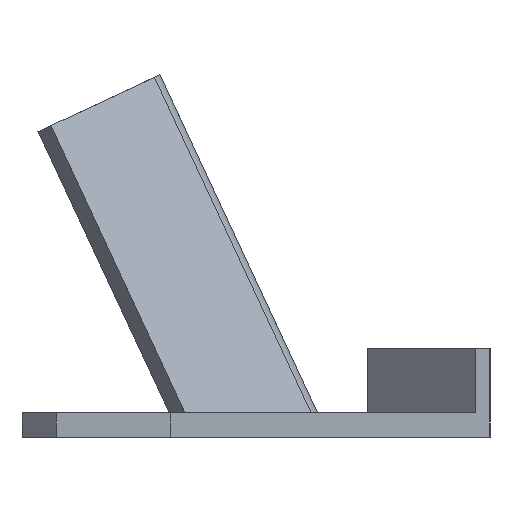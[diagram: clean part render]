
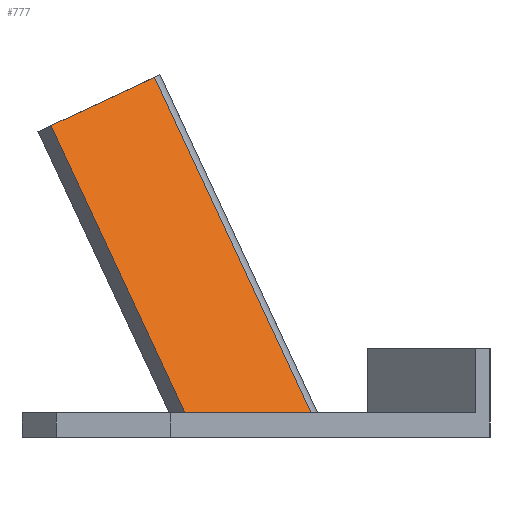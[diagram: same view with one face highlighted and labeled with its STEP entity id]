
A CAD part, left-side view. The second image highlights one B-rep face of the part: STEP entity #777.
In plain terms, the highlighted planar face has unit normal (-0.707, -0.641, 0.299).
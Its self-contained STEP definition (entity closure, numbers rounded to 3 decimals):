
#61=FACE_OUTER_BOUND('',#101,.T.);
#101=EDGE_LOOP('',(#595,#596,#597,#598));
#191=LINE('',#1188,#278);
#205=LINE('',#1214,#292);
#207=LINE('',#1218,#294);
#208=LINE('',#1219,#295);
#278=VECTOR('',#954,10.);
#292=VECTOR('',#972,10.);
#294=VECTOR('',#976,10.);
#295=VECTOR('',#977,10.);
#361=VERTEX_POINT('',#1185);
#362=VERTEX_POINT('',#1187);
#372=VERTEX_POINT('',#1213);
#373=VERTEX_POINT('',#1217);
#444=EDGE_CURVE('',#361,#362,#191,.T.);
#458=EDGE_CURVE('',#362,#372,#205,.T.);
#460=EDGE_CURVE('',#361,#373,#207,.T.);
#461=EDGE_CURVE('',#373,#372,#208,.T.);
#595=ORIENTED_EDGE('',*,*,#444,.F.);
#596=ORIENTED_EDGE('',*,*,#460,.T.);
#597=ORIENTED_EDGE('',*,*,#461,.T.);
#598=ORIENTED_EDGE('',*,*,#458,.F.);
#748=PLANE('',#836);
#777=ADVANCED_FACE('',(#61),#748,.T.);
#836=AXIS2_PLACEMENT_3D('',#1216,#974,#975);
#954=DIRECTION('',(-0.672,0.741,0.));
#972=DIRECTION('',(0.,0.423,0.906));
#974=DIRECTION('center_axis',(-0.707,-0.641,0.299));
#975=DIRECTION('ref_axis',(0.,0.423,0.906));
#976=DIRECTION('',(0.,0.423,0.906));
#977=DIRECTION('',(-0.707,0.641,-0.299));
#1185=CARTESIAN_POINT('',(-8.286,-45.904,1.));
#1187=CARTESIAN_POINT('',(-36.57,-14.696,1.));
#1188=CARTESIAN_POINT('',(0.743,-55.865,1.));
#1213=CARTESIAN_POINT('',(-36.57,18.464,72.111));
#1214=CARTESIAN_POINT('',(-36.57,18.464,72.111));
#1216=CARTESIAN_POINT('Origin',(-8.286,-46.37,0.));
#1217=CARTESIAN_POINT('',(-8.286,-7.17,84.064));
#1218=CARTESIAN_POINT('',(-8.286,-7.17,84.064));
#1219=CARTESIAN_POINT('',(-8.286,-7.17,84.064));
